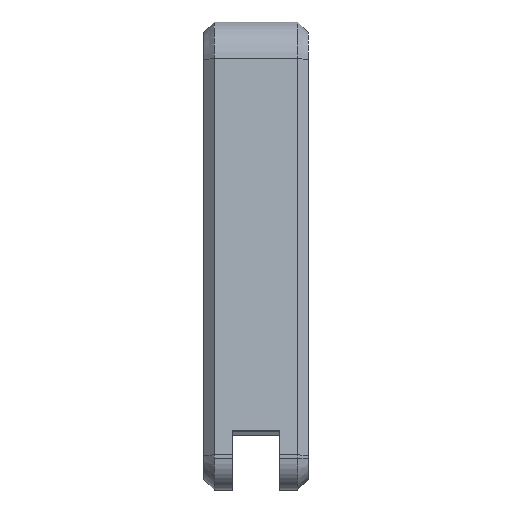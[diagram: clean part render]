
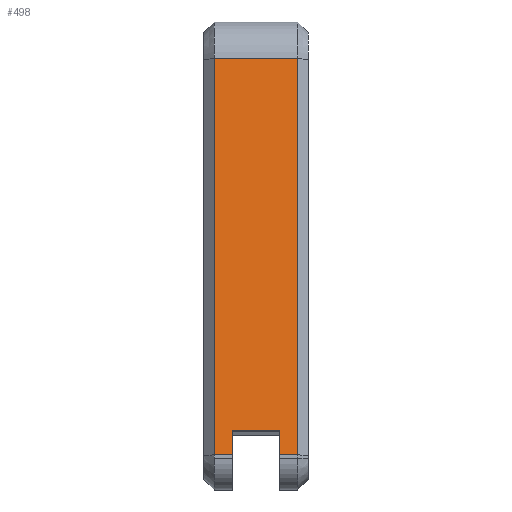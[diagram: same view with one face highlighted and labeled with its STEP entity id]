
A CAD part, top view. The second image highlights one B-rep face of the part: STEP entity #498.
In plain terms, the highlighted planar face has unit normal (0, 0.125, 0.992).
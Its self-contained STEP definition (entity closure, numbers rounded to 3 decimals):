
#14 = EDGE_CURVE ( 'NONE', #993, #1334, #1507, .T. ) ;
#34 = CARTESIAN_POINT ( 'NONE',  ( 2.25, 49.59, 8.292 ) ) ;
#54 = EDGE_CURVE ( 'NONE', #941, #393, #1108, .T. ) ;
#102 = DIRECTION ( 'NONE',  ( 0., 0.992, -0.125 ) ) ;
#189 = DIRECTION ( 'NONE',  ( 0., -0.992, 0.125 ) ) ;
#244 = EDGE_CURVE ( 'NONE', #365, #1248, #944, .T. ) ;
#316 = EDGE_CURVE ( 'NONE', #941, #688, #791, .T. ) ;
#329 = CARTESIAN_POINT ( 'NONE',  ( -4., 49.59, 8.292 ) ) ;
#334 = DIRECTION ( 'NONE',  ( 1., 0., 0. ) ) ;
#345 = LINE ( 'NONE', #329, #678 ) ;
#365 = VERTEX_POINT ( 'NONE', #1095 ) ;
#380 = EDGE_LOOP ( 'NONE', ( #1445, #1093, #839, #500, #1061, #601, #1678, #1091 ) ) ;
#393 = VERTEX_POINT ( 'NONE', #34 ) ;
#492 = LINE ( 'NONE', #1033, #677 ) ;
#498 = ADVANCED_FACE ( 'NONE', ( #1434 ), #888, .T. ) ;
#500 = ORIENTED_EDGE ( 'NONE', *, *, #867, .T. ) ;
#507 = VECTOR ( 'NONE', #1341, 1000. ) ;
#511 = CARTESIAN_POINT ( 'NONE',  ( 4., 87.51, 3.53 ) ) ;
#578 = EDGE_CURVE ( 'NONE', #393, #1334, #492, .T. ) ;
#584 = CARTESIAN_POINT ( 'NONE',  ( -2.25, 51.871, 8.005 ) ) ;
#601 = ORIENTED_EDGE ( 'NONE', *, *, #1556, .T. ) ;
#619 = DIRECTION ( 'NONE',  ( 0., 0.125, 0.992 ) ) ;
#666 = DIRECTION ( 'NONE',  ( -1., 0., 0. ) ) ;
#677 = VECTOR ( 'NONE', #102, 1000. ) ;
#678 = VECTOR ( 'NONE', #189, 1000. ) ;
#688 = VERTEX_POINT ( 'NONE', #511 ) ;
#689 = LINE ( 'NONE', #1353, #1425 ) ;
#711 = VECTOR ( 'NONE', #334, 1000. ) ;
#756 = DIRECTION ( 'NONE',  ( -1., 0., 0. ) ) ;
#778 = CARTESIAN_POINT ( 'NONE',  ( 4., 49.59, 8.292 ) ) ;
#791 = LINE ( 'NONE', #1322, #1101 ) ;
#811 = LINE ( 'NONE', #1083, #507 ) ;
#837 = VERTEX_POINT ( 'NONE', #1544 ) ;
#839 = ORIENTED_EDGE ( 'NONE', *, *, #1370, .T. ) ;
#858 = DIRECTION ( 'NONE',  ( 0., 0.992, -0.125 ) ) ;
#867 = EDGE_CURVE ( 'NONE', #837, #1248, #345, .T. ) ;
#888 = PLANE ( 'NONE',  #1482 ) ;
#894 = CARTESIAN_POINT ( 'NONE',  ( 5., 50.73, 8.148 ) ) ;
#941 = VERTEX_POINT ( 'NONE', #778 ) ;
#944 = LINE ( 'NONE', #1462, #1073 ) ;
#980 = CARTESIAN_POINT ( 'NONE',  ( 5., 49.59, 8.292 ) ) ;
#993 = VERTEX_POINT ( 'NONE', #1316 ) ;
#1033 = CARTESIAN_POINT ( 'NONE',  ( 2.25, 50.73, 8.148 ) ) ;
#1061 = ORIENTED_EDGE ( 'NONE', *, *, #244, .F. ) ;
#1073 = VECTOR ( 'NONE', #666, 1000. ) ;
#1083 = CARTESIAN_POINT ( 'NONE',  ( 5., 87.51, 3.53 ) ) ;
#1091 = ORIENTED_EDGE ( 'NONE', *, *, #578, .F. ) ;
#1093 = ORIENTED_EDGE ( 'NONE', *, *, #316, .T. ) ;
#1095 = CARTESIAN_POINT ( 'NONE',  ( -2.25, 49.59, 8.292 ) ) ;
#1101 = VECTOR ( 'NONE', #1220, 1000. ) ;
#1108 = LINE ( 'NONE', #980, #1542 ) ;
#1220 = DIRECTION ( 'NONE',  ( 0., 0.992, -0.125 ) ) ;
#1248 = VERTEX_POINT ( 'NONE', #1691 ) ;
#1316 = CARTESIAN_POINT ( 'NONE',  ( -2.25, 51.871, 8.005 ) ) ;
#1322 = CARTESIAN_POINT ( 'NONE',  ( 4., 50.73, 8.148 ) ) ;
#1324 = CARTESIAN_POINT ( 'NONE',  ( 2.25, 51.871, 8.005 ) ) ;
#1334 = VERTEX_POINT ( 'NONE', #1324 ) ;
#1341 = DIRECTION ( 'NONE',  ( -1., 0., 0. ) ) ;
#1353 = CARTESIAN_POINT ( 'NONE',  ( -2.25, 50.73, 8.148 ) ) ;
#1370 = EDGE_CURVE ( 'NONE', #688, #837, #811, .T. ) ;
#1425 = VECTOR ( 'NONE', #858, 1000. ) ;
#1434 = FACE_OUTER_BOUND ( 'NONE', #380, .T. ) ;
#1445 = ORIENTED_EDGE ( 'NONE', *, *, #54, .F. ) ;
#1462 = CARTESIAN_POINT ( 'NONE',  ( 5., 49.59, 8.292 ) ) ;
#1482 = AXIS2_PLACEMENT_3D ( 'NONE', #894, #619, #1688 ) ;
#1507 = LINE ( 'NONE', #584, #711 ) ;
#1542 = VECTOR ( 'NONE', #756, 1000. ) ;
#1544 = CARTESIAN_POINT ( 'NONE',  ( -4., 87.51, 3.53 ) ) ;
#1556 = EDGE_CURVE ( 'NONE', #365, #993, #689, .T. ) ;
#1678 = ORIENTED_EDGE ( 'NONE', *, *, #14, .T. ) ;
#1688 = DIRECTION ( 'NONE',  ( 1., 0., 0. ) ) ;
#1691 = CARTESIAN_POINT ( 'NONE',  ( -4., 49.59, 8.292 ) ) ;
